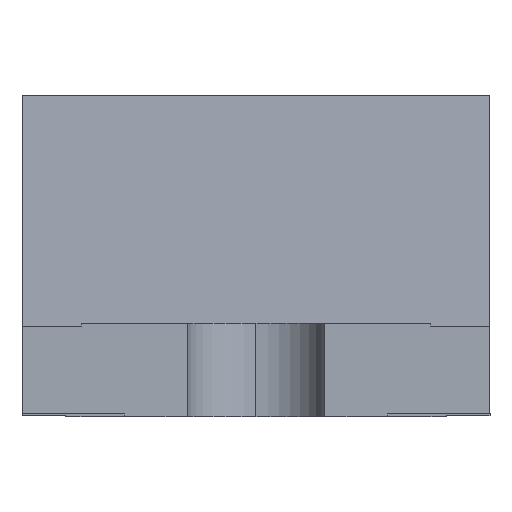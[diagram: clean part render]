
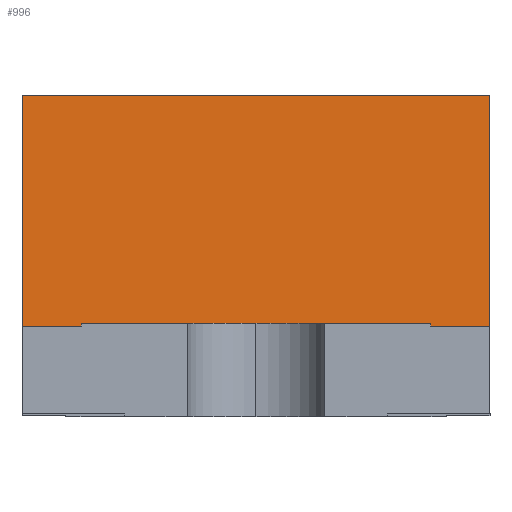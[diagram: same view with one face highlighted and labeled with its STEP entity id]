
A CAD part, left-side view. The second image highlights one B-rep face of the part: STEP entity #996.
In plain terms, the highlighted planar face has unit normal (-0.999, 0, 0.052).
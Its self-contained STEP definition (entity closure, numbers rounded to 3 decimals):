
#118 = DIRECTION ( 'NONE',  ( 0.052, 0., 0.999 ) ) ;
#119 = VECTOR ( 'NONE', #118, 1000. ) ;
#120 = CARTESIAN_POINT ( 'NONE',  ( -0.659, -0.8, 1.09 ) ) ;
#121 = LINE ( 'NONE', #120, #119 ) ;
#125 = PLANE ( 'NONE',  #212 ) ;
#153 = DIRECTION ( 'NONE',  ( 0.052, 0., 0.999 ) ) ;
#154 = VECTOR ( 'NONE', #153, 1000. ) ;
#155 = CARTESIAN_POINT ( 'NONE',  ( -0.659, 0.8, 1.09 ) ) ;
#156 = LINE ( 'NONE', #155, #154 ) ;
#157 = CARTESIAN_POINT ( 'NONE',  ( -0.7, 0.8, 0.3 ) ) ;
#165 = CARTESIAN_POINT ( 'NONE',  ( -0.7, -0.8, 0.3 ) ) ;
#175 = FACE_OUTER_BOUND ( 'NONE', #1000, .T. ) ;
#195 = CARTESIAN_POINT ( 'NONE',  ( -0.659, -0.8, 1.09 ) ) ;
#209 = DIRECTION ( 'NONE',  ( 0.052, 0., 0.999 ) ) ;
#210 = DIRECTION ( 'NONE',  ( -0.999, 0., 0.052 ) ) ;
#211 = CARTESIAN_POINT ( 'NONE',  ( -0.659, -0.8, 1.09 ) ) ;
#212 = AXIS2_PLACEMENT_3D ( 'NONE', #211, #210, #209 ) ;
#214 = CARTESIAN_POINT ( 'NONE',  ( -0.659, 0.8, 1.09 ) ) ;
#309 = CARTESIAN_POINT ( 'NONE',  ( -0.7, -0.8, 0.3 ) ) ;
#310 = LINE ( 'NONE', #309, #365 ) ;
#344 = DIRECTION ( 'NONE',  ( 0., 1., 0. ) ) ;
#345 = VECTOR ( 'NONE', #344, 1000. ) ;
#346 = CARTESIAN_POINT ( 'NONE',  ( -0.659, -0.8, 1.09 ) ) ;
#347 = LINE ( 'NONE', #346, #345 ) ;
#364 = DIRECTION ( 'NONE',  ( 0., 1., 0. ) ) ;
#365 = VECTOR ( 'NONE', #364, 1000. ) ;
#945 = EDGE_CURVE ( 'NONE', #992, #1005, #121, .T. ) ;
#992 = VERTEX_POINT ( 'NONE', #165 ) ;
#993 = EDGE_CURVE ( 'NONE', #994, #1004, #156, .T. ) ;
#994 = VERTEX_POINT ( 'NONE', #157 ) ;
#995 = ORIENTED_EDGE ( 'NONE', *, *, #993, .F. ) ;
#996 = ADVANCED_FACE ( 'NONE', ( #175 ), #125, .T. ) ;
#997 = ORIENTED_EDGE ( 'NONE', *, *, #1110, .T. ) ;
#1000 = EDGE_LOOP ( 'NONE', ( #997, #995, #1001, #1056 ) ) ;
#1001 = ORIENTED_EDGE ( 'NONE', *, *, #1101, .F. ) ;
#1004 = VERTEX_POINT ( 'NONE', #214 ) ;
#1005 = VERTEX_POINT ( 'NONE', #195 ) ;
#1056 = ORIENTED_EDGE ( 'NONE', *, *, #945, .T. ) ;
#1101 = EDGE_CURVE ( 'NONE', #992, #994, #310, .T. ) ;
#1110 = EDGE_CURVE ( 'NONE', #1005, #1004, #347, .T. ) ;
